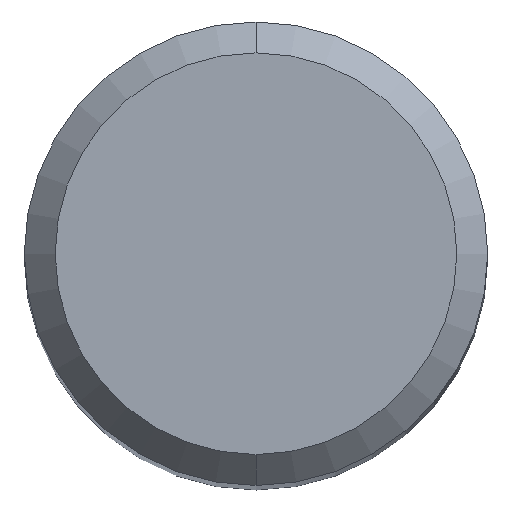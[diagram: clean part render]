
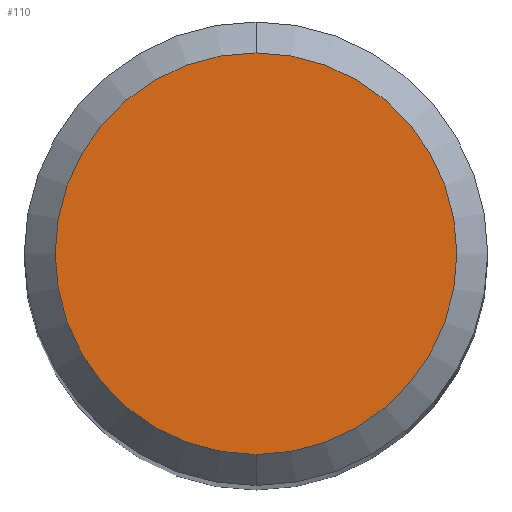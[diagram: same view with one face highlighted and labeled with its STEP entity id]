
A CAD part, top view. The second image highlights one B-rep face of the part: STEP entity #110.
In plain terms, the highlighted planar face has unit normal (0, 0, 1).
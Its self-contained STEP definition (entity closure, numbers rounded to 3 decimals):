
#110=ADVANCED_FACE('',(#276),#277,.T.);
#140=VERTEX_POINT('',#309);
#156=EDGE_CURVE('',#178,#140,#328,.T.);
#178=VERTEX_POINT('',#353);
#220=EDGE_CURVE('',#140,#178,#401,.T.);
#276=FACE_OUTER_BOUND('',#452,.T.);
#277=PLANE('',#453);
#309=CARTESIAN_POINT('',(0.0,2.6,0.));
#328=CIRCLE('',#524,2.6);
#353=CARTESIAN_POINT('',(0.,-2.6,0.));
#401=CIRCLE('',#609,2.6);
#452=EDGE_LOOP('',(#662,#663));
#453=AXIS2_PLACEMENT_3D('',#664,#665,#666);
#524=AXIS2_PLACEMENT_3D('',#738,#739,#740);
#609=AXIS2_PLACEMENT_3D('',#829,#830,#831);
#662=ORIENTED_EDGE('',*,*,#220,.F.);
#663=ORIENTED_EDGE('',*,*,#156,.F.);
#664=CARTESIAN_POINT('',(0.0,1.3,0.));
#665=DIRECTION('',(-0.0,0.0,1.0));
#666=DIRECTION('',(0.0,-1.0,0.0));
#738=CARTESIAN_POINT('',(0.0,0.0,0.));
#739=DIRECTION('',(0.0,0.0,-1.0));
#740=DIRECTION('',(0.0,1.0,0.0));
#829=CARTESIAN_POINT('',(0.0,0.0,0.));
#830=DIRECTION('',(0.0,0.0,-1.0));
#831=DIRECTION('',(0.0,1.0,0.0));
